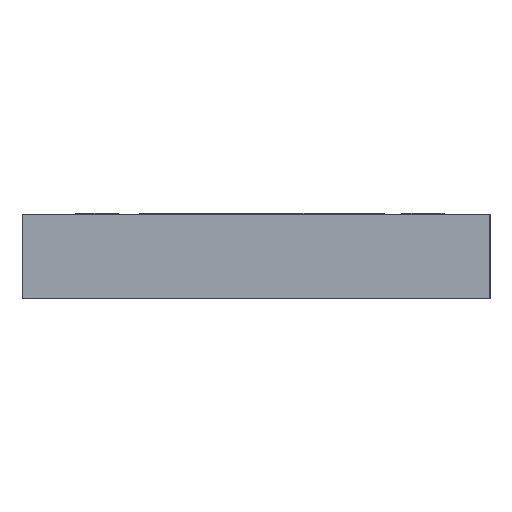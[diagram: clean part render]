
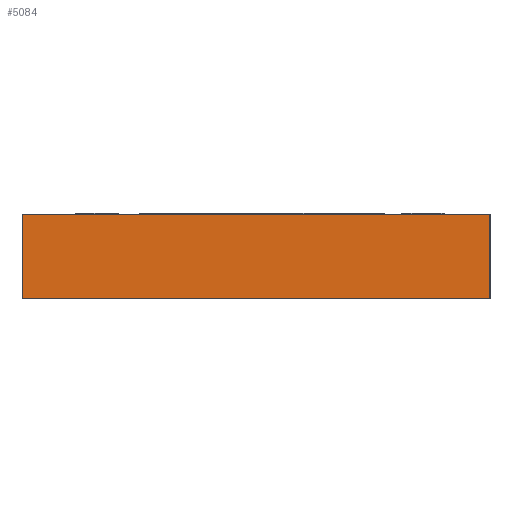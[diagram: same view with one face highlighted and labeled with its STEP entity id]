
A CAD part, left-side view. The second image highlights one B-rep face of the part: STEP entity #5084.
In plain terms, the highlighted planar face has unit normal (-1, 0, 0).
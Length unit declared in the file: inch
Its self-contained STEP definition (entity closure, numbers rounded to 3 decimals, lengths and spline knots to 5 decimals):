
#4824=CARTESIAN_POINT('',(0.0,0.0,0.00195));
#4825=VERTEX_POINT('',#4824);
#4840=CARTESIAN_POINT('',(0.,0.01083,0.00195));
#4841=VERTEX_POINT('',#4840);
#4848=CARTESIAN_POINT('',(0.,0.0,0.00195));
#4849=DIRECTION('',(0.0,1.0,0.0));
#4850=VECTOR('',#4849,0.01083);
#4851=LINE('',#4848,#4850);
#4852=EDGE_CURVE('',#4825,#4841,#4851,.T.);
#5036=CARTESIAN_POINT('',(0.0,0.0,0.0));
#5037=VERTEX_POINT('',#5036);
#5038=CARTESIAN_POINT('',(0.0,0.0,0.0));
#5039=DIRECTION('',(0.0,0.0,1.0));
#5040=VECTOR('',#5039,0.00195);
#5041=LINE('',#5038,#5040);
#5042=EDGE_CURVE('',#5037,#4825,#5041,.T.);
#5061=CARTESIAN_POINT('',(0.0,0.0,0.0));
#5062=DIRECTION('',(-1.0,0.0,0.0));
#5063=DIRECTION('',(0.0,0.0,1.0));
#5064=AXIS2_PLACEMENT_3D('',#5061,#5062,#5063);
#5065=PLANE('',#5064);
#5066=ORIENTED_EDGE('',*,*,#4852,.T.);
#5067=CARTESIAN_POINT('',(0.,0.01083,0.0));
#5068=VERTEX_POINT('',#5067);
#5069=CARTESIAN_POINT('',(0.,0.01083,0.0));
#5070=DIRECTION('',(0.0,0.0,1.0));
#5071=VECTOR('',#5070,0.00195);
#5072=LINE('',#5069,#5071);
#5073=EDGE_CURVE('',#5068,#4841,#5072,.T.);
#5074=ORIENTED_EDGE('',*,*,#5073,.F.);
#5075=CARTESIAN_POINT('',(0.,0.01083,0.0));
#5076=DIRECTION('',(0.0,-1.0,0.0));
#5077=VECTOR('',#5076,0.01083);
#5078=LINE('',#5075,#5077);
#5079=EDGE_CURVE('',#5068,#5037,#5078,.T.);
#5080=ORIENTED_EDGE('',*,*,#5079,.T.);
#5081=ORIENTED_EDGE('',*,*,#5042,.T.);
#5082=EDGE_LOOP('',(#5066,#5074,#5080,#5081));
#5083=FACE_OUTER_BOUND('',#5082,.T.);
#5084=ADVANCED_FACE('',(#5083),#5065,.T.);
